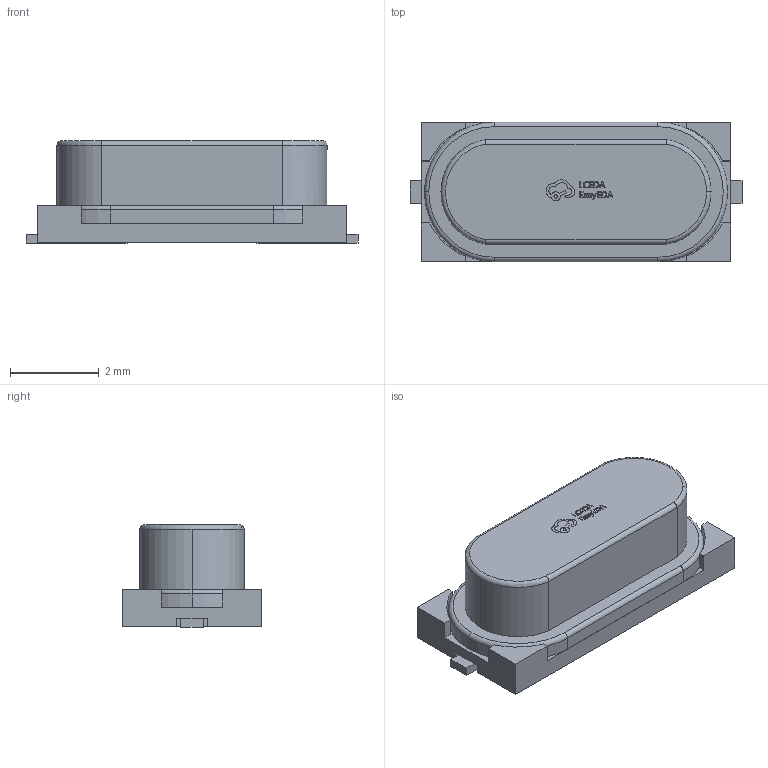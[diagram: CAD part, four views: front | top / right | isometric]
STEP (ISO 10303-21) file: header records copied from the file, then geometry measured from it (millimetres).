
FILE_DESCRIPTION (( 'STEP AP214' ), '1' );
FILE_NAME ('OSC-SMD_L7.0-W3.2-LS7.5.step', '2022-07-07T03:31:50', ( '' ), ( '' ), 'SwSTEP 2.0', 'SolidWorks 2020', '' );
FILE_SCHEMA (( 'AUTOMOTIVE_DESIGN' ));
Length unit declared in the file: millimetre
Products named in the file (1): OSC-SMD_L7.0-W3.2-LS7.5
Bounding box: 7.5 x 3.15 x 2.31 mm (x, y, z)
Volume: 37.3 mm3; surface area: 130.3 mm2
Topology: 2 solids, 2 shells, 358 faces, 968 edges, 641 vertices
Faces by surface type: plane 224, bspline 112, cylinder 16, torus 6
Entity records: 16382 total; most frequent: CARTESIAN_POINT 4144, ORIENTED_EDGE 1936, DIRECTION 1267, EDGE_CURVE 968, VECTOR 699, LINE 699, VERTEX_POINT 641, EDGE_LOOP 385
